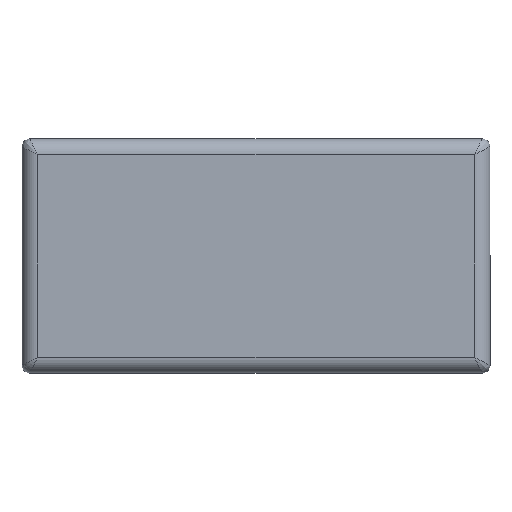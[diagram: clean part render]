
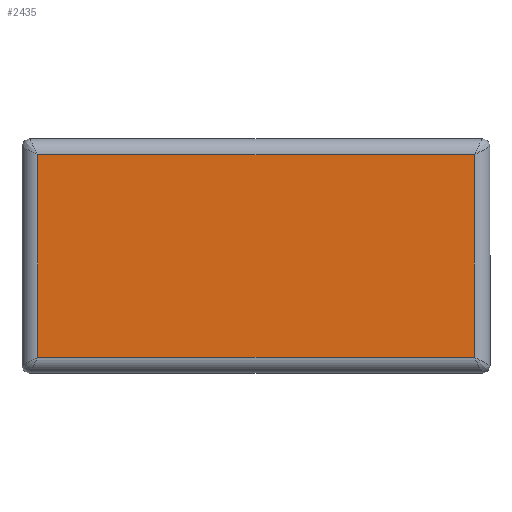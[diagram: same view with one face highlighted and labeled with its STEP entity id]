
A CAD part, top view. The second image highlights one B-rep face of the part: STEP entity #2435.
In plain terms, the highlighted planar face has unit normal (0, 0, 1).
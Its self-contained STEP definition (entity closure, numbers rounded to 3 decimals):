
#356 = EDGE_CURVE ( 'NONE', #4419, #4420, #1887, .T. ) ;
#461 = CARTESIAN_POINT ( 'NONE',  ( 29., -13., 2.5 ) ) ;
#474 = DIRECTION ( 'NONE',  ( 1., 0., 0. ) ) ;
#821 = AXIS2_PLACEMENT_3D ( 'NONE', #2952, #2959, #2960 ) ;
#840 = EDGE_CURVE ( 'NONE', #4423, #4419, #1935, .T. ) ;
#855 = EDGE_CURVE ( 'NONE', #4420, #4422, #1961, .T. ) ;
#856 = EDGE_CURVE ( 'NONE', #4422, #4423, #1962, .T. ) ;
#1490 = CARTESIAN_POINT ( 'NONE',  ( -28., -13., 2.5 ) ) ;
#1491 = CARTESIAN_POINT ( 'NONE',  ( 28., -13., 2.5 ) ) ;
#1493 = CARTESIAN_POINT ( 'NONE',  ( 28., 13., 2.5 ) ) ;
#1494 = CARTESIAN_POINT ( 'NONE',  ( -28., 13., 2.5 ) ) ;
#1887 = LINE ( 'NONE', #461, #1889 ) ;
#1889 = VECTOR ( 'NONE', #474, 1000. ) ;
#1935 = LINE ( 'NONE', #4877, #1938 ) ;
#1938 = VECTOR ( 'NONE', #4878, 1000. ) ;
#1961 = LINE ( 'NONE', #4909, #1963 ) ;
#1962 = LINE ( 'NONE', #4913, #1965 ) ;
#1963 = VECTOR ( 'NONE', #4906, 1000. ) ;
#1965 = VECTOR ( 'NONE', #4914, 1000. ) ;
#2168 = FACE_OUTER_BOUND ( 'NONE', #3573, .T. ) ;
#2435 = ADVANCED_FACE ( 'NONE', ( #2168 ), #2957, .T. ) ;
#2952 = CARTESIAN_POINT ( 'NONE',  ( -29., -14., 2.5 ) ) ;
#2957 = PLANE ( 'NONE',  #821 ) ;
#2959 = DIRECTION ( 'NONE',  ( 0., 0., 1. ) ) ;
#2960 = DIRECTION ( 'NONE',  ( 1., 0., 0. ) ) ;
#3185 = ORIENTED_EDGE ( 'NONE', *, *, #840, .T. ) ;
#3186 = ORIENTED_EDGE ( 'NONE', *, *, #856, .T. ) ;
#3187 = ORIENTED_EDGE ( 'NONE', *, *, #855, .T. ) ;
#3188 = ORIENTED_EDGE ( 'NONE', *, *, #356, .T. ) ;
#3573 = EDGE_LOOP ( 'NONE', ( #3188, #3187, #3186, #3185 ) ) ;
#4419 = VERTEX_POINT ( 'NONE', #1490 ) ;
#4420 = VERTEX_POINT ( 'NONE', #1491 ) ;
#4422 = VERTEX_POINT ( 'NONE', #1493 ) ;
#4423 = VERTEX_POINT ( 'NONE', #1494 ) ;
#4877 = CARTESIAN_POINT ( 'NONE',  ( -28., -14., 2.5 ) ) ;
#4878 = DIRECTION ( 'NONE',  ( 0., -1., 0. ) ) ;
#4906 = DIRECTION ( 'NONE',  ( 0., 1., 0. ) ) ;
#4909 = CARTESIAN_POINT ( 'NONE',  ( 28., 14., 2.5 ) ) ;
#4913 = CARTESIAN_POINT ( 'NONE',  ( -29., 13., 2.5 ) ) ;
#4914 = DIRECTION ( 'NONE',  ( -1., 0., 0. ) ) ;
